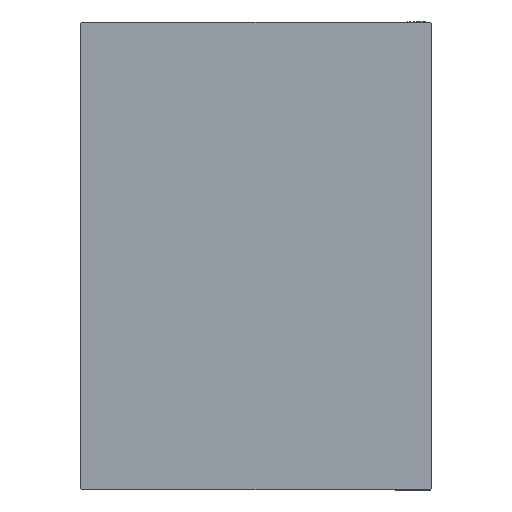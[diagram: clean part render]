
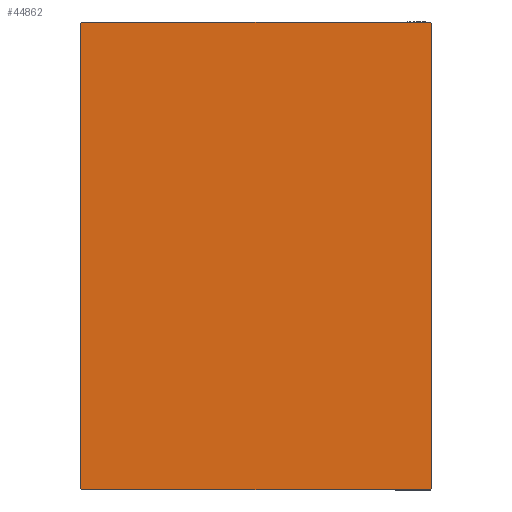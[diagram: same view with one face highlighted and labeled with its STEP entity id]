
A CAD part, left-side view. The second image highlights one B-rep face of the part: STEP entity #44862.
In plain terms, the highlighted face is planar.
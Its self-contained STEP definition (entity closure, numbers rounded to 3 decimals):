
#1079 = ORIENTED_EDGE ( 'NONE', *, *, #9339, .T. ) ;
#2154 = LINE ( 'NONE', #44927, #7843 ) ;
#2598 = CARTESIAN_POINT ( 'NONE',  ( 153., 37.5, -49.7 ) ) ;
#3489 = CARTESIAN_POINT ( 'NONE',  ( 153., -37.2, -50. ) ) ;
#4414 = VERTEX_POINT ( 'NONE', #7558 ) ;
#4675 = DIRECTION ( 'NONE',  ( 0., 1., 0. ) ) ;
#5633 = CARTESIAN_POINT ( 'NONE',  ( 153., 37.5, -50. ) ) ;
#6051 = CARTESIAN_POINT ( 'NONE',  ( 153., 37.5, 50. ) ) ;
#6100 = ORIENTED_EDGE ( 'NONE', *, *, #23675, .T. ) ;
#6366 = DIRECTION ( 'NONE',  ( 0., 0.707, 0.707 ) ) ;
#7061 = ORIENTED_EDGE ( 'NONE', *, *, #17929, .T. ) ;
#7558 = CARTESIAN_POINT ( 'NONE',  ( 153., -37.2, 50. ) ) ;
#7694 = ORIENTED_EDGE ( 'NONE', *, *, #44823, .T. ) ;
#7843 = VECTOR ( 'NONE', #23513, 1000. ) ;
#9339 = EDGE_CURVE ( 'NONE', #16546, #32500, #44025, .T. ) ;
#9425 = EDGE_CURVE ( 'NONE', #37043, #16546, #2154, .T. ) ;
#10071 = CARTESIAN_POINT ( 'NONE',  ( 153., 43.6, 43.6 ) ) ;
#11147 = ORIENTED_EDGE ( 'NONE', *, *, #12472, .T. ) ;
#11636 = CARTESIAN_POINT ( 'NONE',  ( 153., -37.5, -50. ) ) ;
#12157 = DIRECTION ( 'NONE',  ( 0., 0.707, -0.707 ) ) ;
#12472 = EDGE_CURVE ( 'NONE', #37546, #4414, #34181, .T. ) ;
#13092 = CARTESIAN_POINT ( 'NONE',  ( 153., 0., 0. ) ) ;
#13539 = PLANE ( 'NONE',  #35341 ) ;
#14014 = CARTESIAN_POINT ( 'NONE',  ( 153., 43.6, -43.6 ) ) ;
#16307 = VECTOR ( 'NONE', #4675, 1000. ) ;
#16546 = VERTEX_POINT ( 'NONE', #31869 ) ;
#17850 = CARTESIAN_POINT ( 'NONE',  ( 153., -37.5, 49.7 ) ) ;
#17929 = EDGE_CURVE ( 'NONE', #4414, #37043, #34323, .T. ) ;
#18590 = VERTEX_POINT ( 'NONE', #19758 ) ;
#19157 = ORIENTED_EDGE ( 'NONE', *, *, #25345, .T. ) ;
#19758 = CARTESIAN_POINT ( 'NONE',  ( 153., 37.2, -50. ) ) ;
#20257 = LINE ( 'NONE', #5633, #37303 ) ;
#20307 = DIRECTION ( 'NONE',  ( 0., 0., -1. ) ) ;
#22730 = CARTESIAN_POINT ( 'NONE',  ( 153., -43.6, 43.6 ) ) ;
#23108 = LINE ( 'NONE', #10071, #27912 ) ;
#23513 = DIRECTION ( 'NONE',  ( 0., 0., -1. ) ) ;
#23675 = EDGE_CURVE ( 'NONE', #38115, #28024, #20257, .T. ) ;
#24004 = DIRECTION ( 'NONE',  ( 0., -0.707, 0.707 ) ) ;
#24617 = DIRECTION ( 'NONE',  ( 0., -1., 0. ) ) ;
#25345 = EDGE_CURVE ( 'NONE', #32500, #18590, #43497, .T. ) ;
#27322 = ORIENTED_EDGE ( 'NONE', *, *, #44810, .T. ) ;
#27912 = VECTOR ( 'NONE', #24004, 1000. ) ;
#28024 = VERTEX_POINT ( 'NONE', #30943 ) ;
#30943 = CARTESIAN_POINT ( 'NONE',  ( 153., 37.5, 49.7 ) ) ;
#31869 = CARTESIAN_POINT ( 'NONE',  ( 153., -37.5, -49.7 ) ) ;
#32383 = VECTOR ( 'NONE', #6366, 1000. ) ;
#32500 = VERTEX_POINT ( 'NONE', #3489 ) ;
#33433 = DIRECTION ( 'NONE',  ( 0., -0.707, -0.707 ) ) ;
#34181 = LINE ( 'NONE', #6051, #35381 ) ;
#34323 = LINE ( 'NONE', #22730, #42903 ) ;
#34909 = DIRECTION ( 'NONE',  ( 0., 0., 1. ) ) ;
#35341 = AXIS2_PLACEMENT_3D ( 'NONE', #13092, #38661, #20307 ) ;
#35381 = VECTOR ( 'NONE', #24617, 1000. ) ;
#37043 = VERTEX_POINT ( 'NONE', #17850 ) ;
#37303 = VECTOR ( 'NONE', #34909, 1000. ) ;
#37546 = VERTEX_POINT ( 'NONE', #39076 ) ;
#38115 = VERTEX_POINT ( 'NONE', #2598 ) ;
#38442 = LINE ( 'NONE', #14014, #32383 ) ;
#38661 = DIRECTION ( 'NONE',  ( 1., 0., 0. ) ) ;
#38983 = VECTOR ( 'NONE', #12157, 1000. ) ;
#39076 = CARTESIAN_POINT ( 'NONE',  ( 153., 37.2, 50. ) ) ;
#42903 = VECTOR ( 'NONE', #33433, 1000. ) ;
#43497 = LINE ( 'NONE', #11636, #16307 ) ;
#43834 = ORIENTED_EDGE ( 'NONE', *, *, #9425, .T. ) ;
#44025 = LINE ( 'NONE', #44474, #38983 ) ;
#44271 = EDGE_LOOP ( 'NONE', ( #19157, #7694, #6100, #27322, #11147, #7061, #43834, #1079 ) ) ;
#44474 = CARTESIAN_POINT ( 'NONE',  ( 153., -43.6, -43.6 ) ) ;
#44810 = EDGE_CURVE ( 'NONE', #28024, #37546, #23108, .T. ) ;
#44823 = EDGE_CURVE ( 'NONE', #18590, #38115, #38442, .T. ) ;
#44862 = ADVANCED_FACE ( 'NONE', ( #45416 ), #13539, .T. ) ;
#44927 = CARTESIAN_POINT ( 'NONE',  ( 153., -37.5, 50. ) ) ;
#45416 = FACE_OUTER_BOUND ( 'NONE', #44271, .T. ) ;
